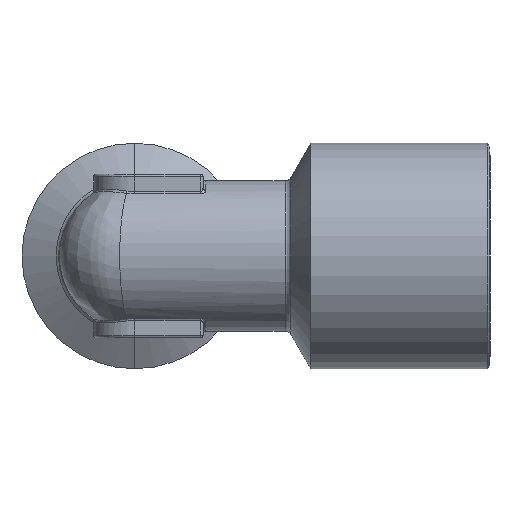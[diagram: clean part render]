
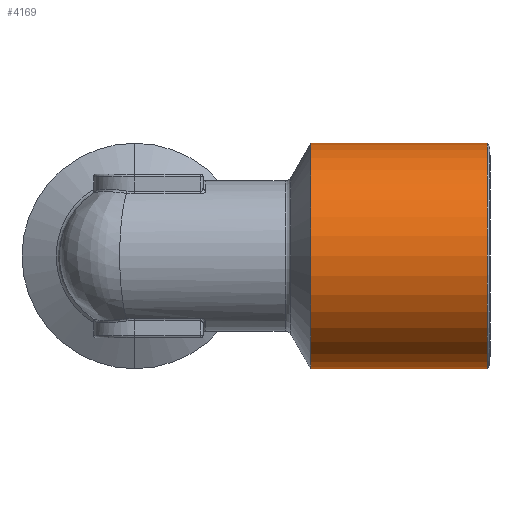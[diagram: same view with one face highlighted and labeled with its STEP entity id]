
A CAD part, left-side view. The second image highlights one B-rep face of the part: STEP entity #4169.
In plain terms, the highlighted cylindrical face has radius 8.25 mm (diameter 16.5 mm), a partial arc.
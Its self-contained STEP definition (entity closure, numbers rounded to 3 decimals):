
#66 = CARTESIAN_POINT ( 'NONE',  ( 0., -12.876, -8.25 ) ) ;
#564 = VERTEX_POINT ( 'NONE', #66 ) ;
#611 = VERTEX_POINT ( 'NONE', #1345 ) ;
#613 = VERTEX_POINT ( 'NONE', #1296 ) ;
#626 = VERTEX_POINT ( 'NONE', #1418 ) ;
#729 = ORIENTED_EDGE ( 'NONE', *, *, #3654, .F. ) ;
#730 = ORIENTED_EDGE ( 'NONE', *, *, #1106, .T. ) ;
#731 = ORIENTED_EDGE ( 'NONE', *, *, #3604, .T. ) ;
#732 = ORIENTED_EDGE ( 'NONE', *, *, #4292, .T. ) ;
#937 = EDGE_LOOP ( 'NONE', ( #729, #730, #731, #732 ) ) ;
#1106 = EDGE_CURVE ( 'NONE', #613, #611, #2317, .T. ) ;
#1183 = AXIS2_PLACEMENT_3D ( 'NONE', #2166, #2167, #2168 ) ;
#1296 = CARTESIAN_POINT ( 'NONE',  ( 0., -25.8, -8.25 ) ) ;
#1345 = CARTESIAN_POINT ( 'NONE',  ( 0., -25.8, 8.25 ) ) ;
#1418 = CARTESIAN_POINT ( 'NONE',  ( 0., -12.876, 8.25 ) ) ;
#1505 = CIRCLE ( 'NONE', #1183, 8.25 ) ;
#1620 = AXIS2_PLACEMENT_3D ( 'NONE', #1768, #1760, #1771 ) ;
#1760 = DIRECTION ( 'NONE',  ( 0., 1., 0. ) ) ;
#1767 = FACE_OUTER_BOUND ( 'NONE', #937, .T. ) ;
#1768 = CARTESIAN_POINT ( 'NONE',  ( 0., 0., 0. ) ) ;
#1770 = CYLINDRICAL_SURFACE ( 'NONE', #1620, 8.25 ) ;
#1771 = DIRECTION ( 'NONE',  ( 0., 0., 1. ) ) ;
#2166 = CARTESIAN_POINT ( 'NONE',  ( 0., -12.876, 0. ) ) ;
#2167 = DIRECTION ( 'NONE',  ( 0., -1., 0. ) ) ;
#2168 = DIRECTION ( 'NONE',  ( 1., 0., 0. ) ) ;
#2314 = AXIS2_PLACEMENT_3D ( 'NONE', #3791, #3790, #3789 ) ;
#2317 = CIRCLE ( 'NONE', #2314, 8.25 ) ;
#2872 = CARTESIAN_POINT ( 'NONE',  ( 0., 0., 8.25 ) ) ;
#2876 = LINE ( 'NONE', #2872, #3205 ) ;
#2880 = DIRECTION ( 'NONE',  ( 0., 1., 0. ) ) ;
#3041 = LINE ( 'NONE', #3048, #3429 ) ;
#3048 = CARTESIAN_POINT ( 'NONE',  ( 0., 0., -8.25 ) ) ;
#3057 = DIRECTION ( 'NONE',  ( 0., 1., 0. ) ) ;
#3205 = VECTOR ( 'NONE', #2880, 1000. ) ;
#3429 = VECTOR ( 'NONE', #3057, 1000. ) ;
#3604 = EDGE_CURVE ( 'NONE', #611, #626, #2876, .T. ) ;
#3654 = EDGE_CURVE ( 'NONE', #613, #564, #3041, .T. ) ;
#3789 = DIRECTION ( 'NONE',  ( 0., 0., 1. ) ) ;
#3790 = DIRECTION ( 'NONE',  ( 0., 1., 0. ) ) ;
#3791 = CARTESIAN_POINT ( 'NONE',  ( 0., -25.8, 0. ) ) ;
#4169 = ADVANCED_FACE ( 'NONE', ( #1767 ), #1770, .T. ) ;
#4292 = EDGE_CURVE ( 'NONE', #626, #564, #1505, .T. ) ;
